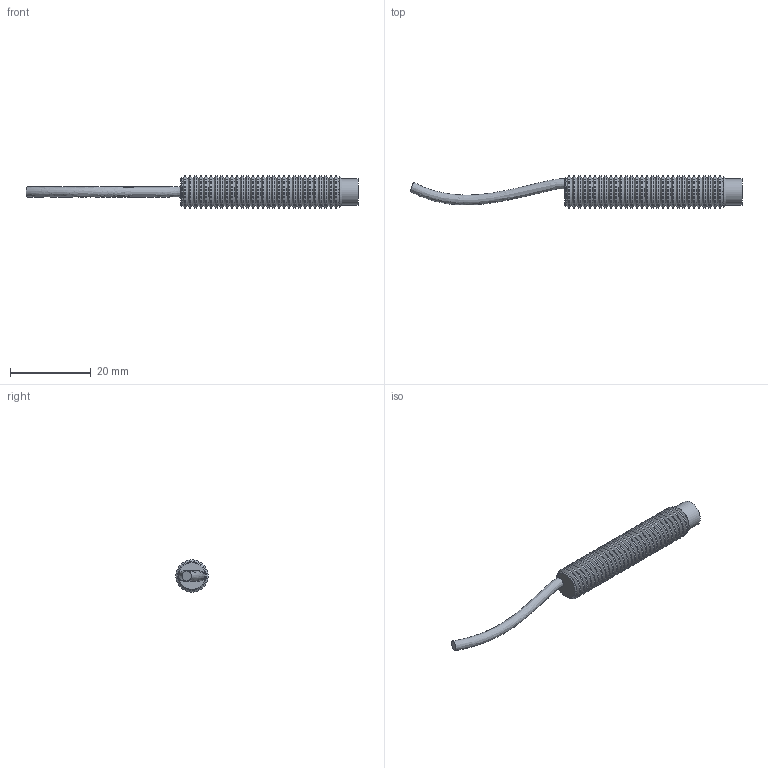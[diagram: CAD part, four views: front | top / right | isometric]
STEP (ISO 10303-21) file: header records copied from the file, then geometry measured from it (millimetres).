
FILE_DESCRIPTION (( 'STEP AP203' ), '1' );
FILE_NAME ('Sensor Indutivo.STEP', '2015-06-08T18:54:02', ( 'user' ), ( '' ), 'SwSTEP 2.0', 'SolidWorks 2013', '' );
FILE_SCHEMA (( 'CONFIG_CONTROL_DESIGN' ));
Length unit declared in the file: millimetre
Products named in the file (1): Sensor Indutivo
Bounding box: 82.34 x 8 x 8 mm (x, y, z)
Volume: 2080 mm3; surface area: 1903.3 mm2
Topology: 1 solids, 1 shells, 100 faces, 199 edges, 103 vertices
Faces by surface type: cone 64, cylinder 31, plane 4, bspline 1
Full cylindrical faces by diameter (mm): 6.5 x1, 8 x30
Entity records: 2150 total; most frequent: DIRECTION 398, CARTESIAN_POINT 382, AXIS2_PLACEMENT_3D 199, EDGE_LOOP 198, ORIENTED_EDGE 198, FACE_OUTER_BOUND 132, ADVANCED_FACE 100, EDGE_CURVE 99
